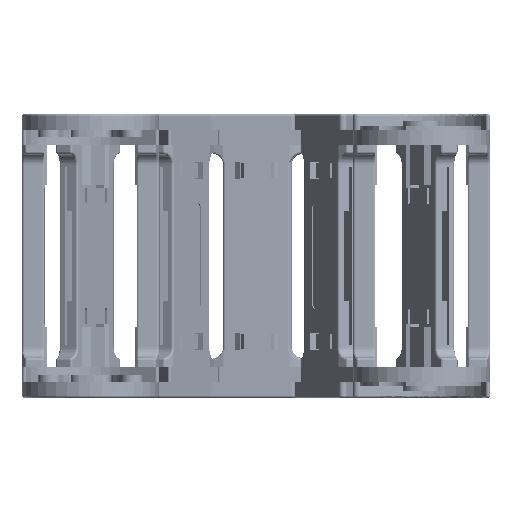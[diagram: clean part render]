
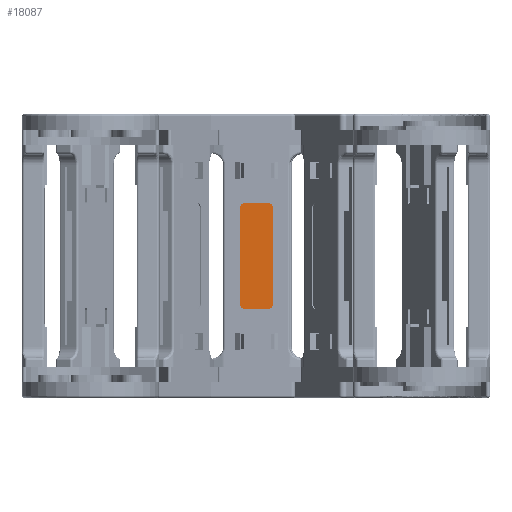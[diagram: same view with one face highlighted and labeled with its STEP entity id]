
A CAD part, left-side view. The second image highlights one B-rep face of the part: STEP entity #18087.
In plain terms, the highlighted face is planar.
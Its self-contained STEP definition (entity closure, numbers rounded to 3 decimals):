
#852 = VERTEX_POINT ( 'NONE', #15913 ) ;
#1086 = DIRECTION ( 'NONE',  ( 0., 0., 1. ) ) ;
#1242 = VECTOR ( 'NONE', #13158, 1000. ) ;
#1762 = EDGE_LOOP ( 'NONE', ( #6886, #2674, #24990, #16032, #28243, #27053, #5512, #8331 ) ) ;
#1984 = CARTESIAN_POINT ( 'NONE',  ( -79.23, 30.497, -102.651 ) ) ;
#2421 = AXIS2_PLACEMENT_3D ( 'NONE', #10112, #11795, #1086 ) ;
#2586 = CARTESIAN_POINT ( 'NONE',  ( -76.715, 30.497, -100.136 ) ) ;
#2589 = CARTESIAN_POINT ( 'NONE',  ( -76.715, 30.497, -100.136 ) ) ;
#2674 = ORIENTED_EDGE ( 'NONE', *, *, #19171, .F. ) ;
#3026 = VECTOR ( 'NONE', #27545, 1000. ) ;
#4269 = LINE ( 'NONE', #27299, #3026 ) ;
#4308 = VERTEX_POINT ( 'NONE', #33397 ) ;
#5512 = ORIENTED_EDGE ( 'NONE', *, *, #33048, .F. ) ;
#6164 = CARTESIAN_POINT ( 'NONE',  ( -66.655, 30.497, -148.324 ) ) ;
#6886 = ORIENTED_EDGE ( 'NONE', *, *, #10629, .F. ) ;
#7141 = EDGE_CURVE ( 'NONE', #4308, #852, #15485, .T. ) ;
#7475 = VECTOR ( 'NONE', #11453, 1000. ) ;
#7836 = PLANE ( 'NONE',  #23560 ) ;
#7958 = DIRECTION ( 'NONE',  ( 0., 0., 1. ) ) ;
#8331 = ORIENTED_EDGE ( 'NONE', *, *, #34829, .F. ) ;
#9079 = EDGE_CURVE ( 'NONE', #26950, #4308, #4269, .T. ) ;
#9333 = LINE ( 'NONE', #2589, #1242 ) ;
#9634 = VERTEX_POINT ( 'NONE', #6164 ) ;
#10095 = DIRECTION ( 'NONE',  ( 0., 0., 1. ) ) ;
#10112 = CARTESIAN_POINT ( 'NONE',  ( -76.715, 30.497, -145.809 ) ) ;
#10301 = VERTEX_POINT ( 'NONE', #31321 ) ;
#10629 = EDGE_CURVE ( 'NONE', #19509, #10301, #33624, .T. ) ;
#10988 = AXIS2_PLACEMENT_3D ( 'NONE', #11551, #25367, #33441 ) ;
#11453 = DIRECTION ( 'NONE',  ( 1., 0., 0. ) ) ;
#11454 = EDGE_CURVE ( 'NONE', #852, #12046, #9333, .T. ) ;
#11551 = CARTESIAN_POINT ( 'NONE',  ( -66.655, 30.497, -102.651 ) ) ;
#11719 = CARTESIAN_POINT ( 'NONE',  ( -64.14, 30.497, -145.809 ) ) ;
#11795 = DIRECTION ( 'NONE',  ( 0., -1., 0. ) ) ;
#12046 = VERTEX_POINT ( 'NONE', #2586 ) ;
#13158 = DIRECTION ( 'NONE',  ( -1., 0., 0. ) ) ;
#13731 = DIRECTION ( 'NONE',  ( 0., 0., -1. ) ) ;
#14299 = LINE ( 'NONE', #20048, #7475 ) ;
#15485 = CIRCLE ( 'NONE', #10988, 2.515 ) ;
#15593 = DIRECTION ( 'NONE',  ( 0., -1., 0. ) ) ;
#15913 = CARTESIAN_POINT ( 'NONE',  ( -66.655, 30.497, -100.136 ) ) ;
#16032 = ORIENTED_EDGE ( 'NONE', *, *, #7141, .F. ) ;
#18087 = ADVANCED_FACE ( 'NONE', ( #21578 ), #7836, .F. ) ;
#19171 = EDGE_CURVE ( 'NONE', #12046, #19509, #27072, .T. ) ;
#19509 = VERTEX_POINT ( 'NONE', #1984 ) ;
#19869 = AXIS2_PLACEMENT_3D ( 'NONE', #24327, #26958, #13731 ) ;
#19940 = CARTESIAN_POINT ( 'NONE',  ( -79.23, 30.497, -145.789 ) ) ;
#19972 = AXIS2_PLACEMENT_3D ( 'NONE', #26402, #15593, #10095 ) ;
#20048 = CARTESIAN_POINT ( 'NONE',  ( -76.715, 30.497, -148.324 ) ) ;
#21578 = FACE_OUTER_BOUND ( 'NONE', #1762, .T. ) ;
#22658 = DIRECTION ( 'NONE',  ( 0., 0., -1. ) ) ;
#23560 = AXIS2_PLACEMENT_3D ( 'NONE', #26893, #35097, #7958 ) ;
#24327 = CARTESIAN_POINT ( 'NONE',  ( -66.655, 30.497, -145.809 ) ) ;
#24990 = ORIENTED_EDGE ( 'NONE', *, *, #11454, .F. ) ;
#25367 = DIRECTION ( 'NONE',  ( 0., -1., 0. ) ) ;
#26402 = CARTESIAN_POINT ( 'NONE',  ( -76.715, 30.497, -102.651 ) ) ;
#26893 = CARTESIAN_POINT ( 'NONE',  ( -76.715, 30.497, -145.789 ) ) ;
#26950 = VERTEX_POINT ( 'NONE', #11719 ) ;
#26958 = DIRECTION ( 'NONE',  ( 0., -1., 0. ) ) ;
#27053 = ORIENTED_EDGE ( 'NONE', *, *, #30114, .F. ) ;
#27072 = CIRCLE ( 'NONE', #19972, 2.515 ) ;
#27299 = CARTESIAN_POINT ( 'NONE',  ( -64.14, 30.497, -145.789 ) ) ;
#27545 = DIRECTION ( 'NONE',  ( 0., 0., 1. ) ) ;
#28243 = ORIENTED_EDGE ( 'NONE', *, *, #9079, .F. ) ;
#28279 = CIRCLE ( 'NONE', #2421, 2.515 ) ;
#30114 = EDGE_CURVE ( 'NONE', #9634, #26950, #32711, .T. ) ;
#31321 = CARTESIAN_POINT ( 'NONE',  ( -79.23, 30.497, -145.809 ) ) ;
#32711 = CIRCLE ( 'NONE', #19869, 2.515 ) ;
#32782 = VECTOR ( 'NONE', #22658, 1000. ) ;
#32889 = VERTEX_POINT ( 'NONE', #34919 ) ;
#33048 = EDGE_CURVE ( 'NONE', #32889, #9634, #14299, .T. ) ;
#33397 = CARTESIAN_POINT ( 'NONE',  ( -64.14, 30.497, -102.651 ) ) ;
#33441 = DIRECTION ( 'NONE',  ( 0., 0., 1. ) ) ;
#33624 = LINE ( 'NONE', #19940, #32782 ) ;
#34829 = EDGE_CURVE ( 'NONE', #10301, #32889, #28279, .T. ) ;
#34919 = CARTESIAN_POINT ( 'NONE',  ( -76.715, 30.497, -148.324 ) ) ;
#35097 = DIRECTION ( 'NONE',  ( 0., -1., 0. ) ) ;
